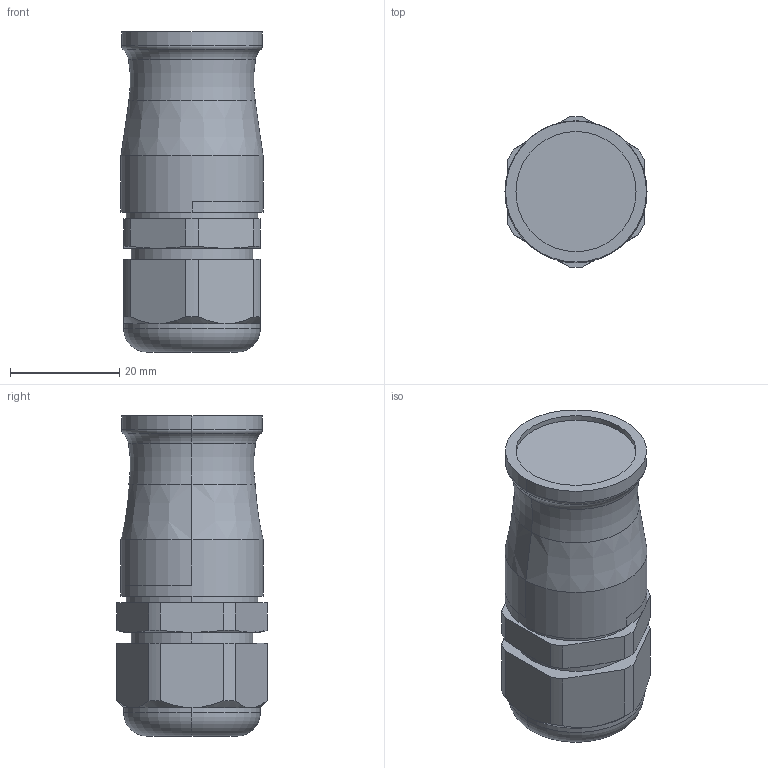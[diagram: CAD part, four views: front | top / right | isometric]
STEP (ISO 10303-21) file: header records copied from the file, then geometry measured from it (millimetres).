
FILE_DESCRIPTION((''),'2;1');
FILE_NAME('UTL6JC103G1P_SW0001','2018-02-27T',('lcourtois'),('SOURIAU'),'PRO/ENGINEER BY PARAMETRIC TECHNOLOGY CORPORATION, 2014000','PRO/ENGINEER BY PARAMETRIC TECHNOLOGY CORPORATION, 2014000','');
FILE_SCHEMA(('CONFIG_CONTROL_DESIGN'));
Length unit declared in the file: millimetre
Products named in the file (1): UTL6JC103G1P_SW0001
Bounding box: 26 x 27.59 x 58.6 mm (x, y, z)
Volume: 26489.3 mm3; surface area: 7574.8 mm2
Topology: 1 solids, 2 shells, 72 faces, 164 edges, 102 vertices
Faces by surface type: cylinder 28, plane 22, cone 14, torus 8
Entity records: 2386 total; most frequent: CARTESIAN_POINT 519, DIRECTION 370, ORIENTED_EDGE 328, EDGE_CURVE 164, AXIS2_PLACEMENT_3D 157, VERTEX_POINT 102, CIRCLE 84, EDGE_LOOP 78
